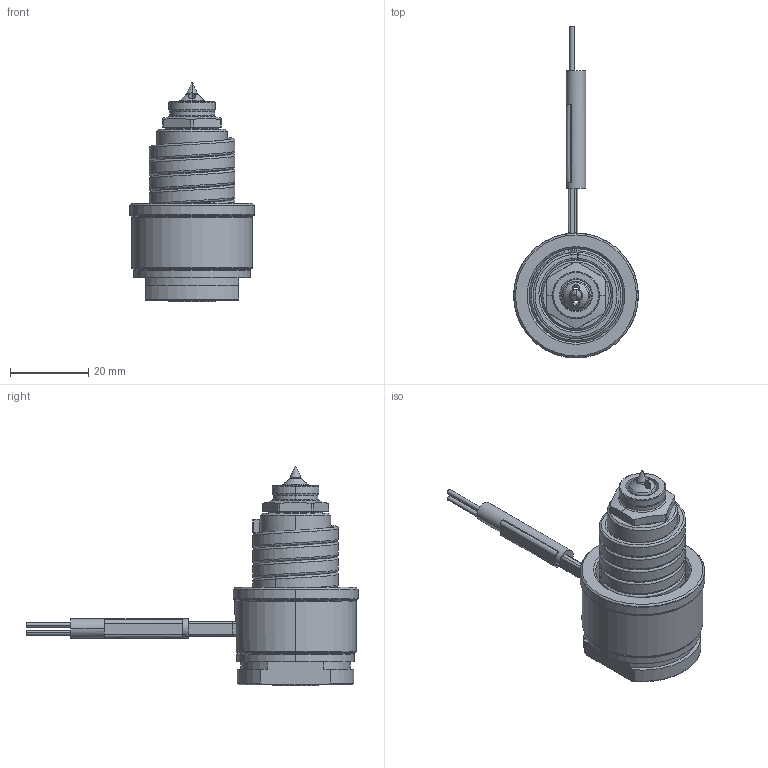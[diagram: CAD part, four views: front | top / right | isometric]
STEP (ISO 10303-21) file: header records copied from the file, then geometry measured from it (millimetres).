
FILE_DESCRIPTION((''),'2;1');
FILE_NAME('SM-56-BKS-N-1_5-L-1_0','2014-01-23T',('Íàòàëüÿ'),('IMID'),'PRO/ENGINEER BY PARAMETRIC TECHNOLOGY CORPORATION, 2010480','PRO/ENGINEER BY PARAMETRIC TECHNOLOGY CORPORATION, 2010480','');
FILE_SCHEMA(('CONFIG_CONTROL_DESIGN'));
Length unit declared in the file: millimetre
Products named in the file (1): SM-56-BKS-N-1_5-L-1_0
Bounding box: 32 x 85 x 56.2 mm (x, y, z)
Volume: 23212.5 mm3; surface area: 14464.2 mm2
Topology: 1 solids, 9 shells, 331 faces, 832 edges, 494 vertices
Faces by surface type: cylinder 116, cone 64, plane 52, bspline 51, torus 32, revolution 9, extrusion 7
Entity records: 16331 total; most frequent: CARTESIAN_POINT 8726, ORIENTED_EDGE 1620, DIRECTION 1509, EDGE_CURVE 822, AXIS2_PLACEMENT_3D 605, VERTEX_POINT 494, EDGE_LOOP 354, CIRCLE 340
